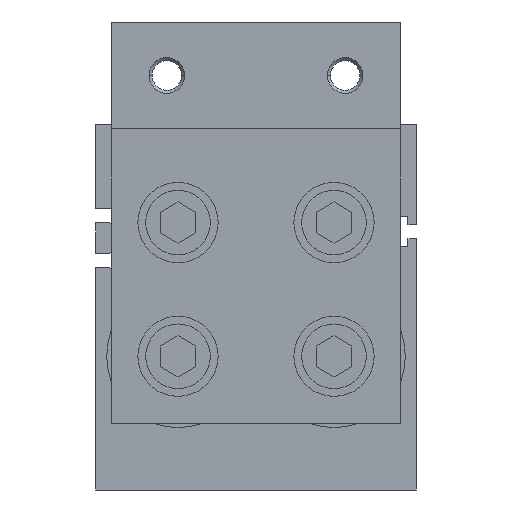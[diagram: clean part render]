
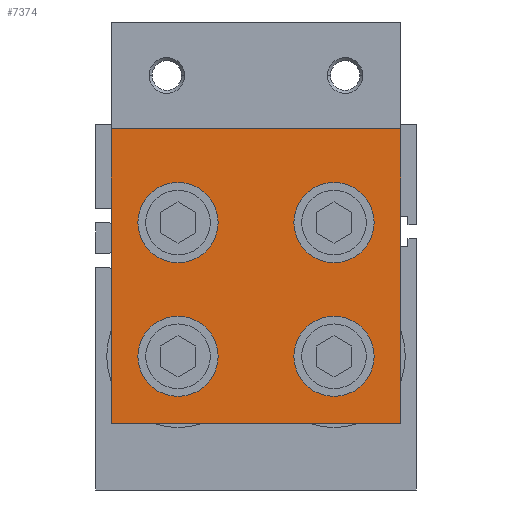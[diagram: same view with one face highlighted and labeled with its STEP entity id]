
A CAD part, front view. The second image highlights one B-rep face of the part: STEP entity #7374.
In plain terms, the highlighted face is planar.
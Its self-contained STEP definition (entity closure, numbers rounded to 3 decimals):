
#6556=CARTESIAN_POINT('',(-25.,-30.,-8.5));
#6557=VERTEX_POINT('',#6556);
#6564=CARTESIAN_POINT('',(-25.,-30.,-26.5));
#6565=VERTEX_POINT('',#6564);
#6566=CARTESIAN_POINT('',(-25.,-30.,-17.5));
#6567=DIRECTION('',(1.,0.,0.));
#6568=DIRECTION('',(0.,0.,-1.));
#6569=AXIS2_PLACEMENT_3D('',#6566,#6567,#6568);
#6570=CIRCLE('',#6569,9.);
#6571=EDGE_CURVE('',#6565,#6557,#6570,.T.);
#6624=CARTESIAN_POINT('',(-25.,-30.,26.5));
#6625=VERTEX_POINT('',#6624);
#6632=CARTESIAN_POINT('',(-25.,-30.,8.5));
#6633=VERTEX_POINT('',#6632);
#6634=CARTESIAN_POINT('',(-25.,-30.,17.5));
#6635=DIRECTION('',(1.,0.,0.));
#6636=DIRECTION('',(0.,0.,-1.));
#6637=AXIS2_PLACEMENT_3D('',#6634,#6635,#6636);
#6638=CIRCLE('',#6637,9.);
#6639=EDGE_CURVE('',#6633,#6625,#6638,.T.);
#6692=CARTESIAN_POINT('',(-25.,-0.,26.5));
#6693=VERTEX_POINT('',#6692);
#6700=CARTESIAN_POINT('',(-25.,-0.,8.5));
#6701=VERTEX_POINT('',#6700);
#6702=CARTESIAN_POINT('',(-25.,0.,17.5));
#6703=DIRECTION('',(1.,0.,0.));
#6704=DIRECTION('',(0.,0.,-1.));
#6705=AXIS2_PLACEMENT_3D('',#6702,#6703,#6704);
#6706=CIRCLE('',#6705,9.);
#6707=EDGE_CURVE('',#6701,#6693,#6706,.T.);
#6760=CARTESIAN_POINT('',(-25.,-0.,-8.5));
#6761=VERTEX_POINT('',#6760);
#6768=CARTESIAN_POINT('',(-25.,-0.,-26.5));
#6769=VERTEX_POINT('',#6768);
#6770=CARTESIAN_POINT('',(-25.,0.,-17.5));
#6771=DIRECTION('',(1.,0.,0.));
#6772=DIRECTION('',(0.,0.,-1.));
#6773=AXIS2_PLACEMENT_3D('',#6770,#6771,#6772);
#6774=CIRCLE('',#6773,9.);
#6775=EDGE_CURVE('',#6769,#6761,#6774,.T.);
#7028=CARTESIAN_POINT('',(-25.,21.,32.5));
#7029=VERTEX_POINT('',#7028);
#7030=CARTESIAN_POINT('',(-25.,-45.,32.5));
#7031=VERTEX_POINT('',#7030);
#7032=CARTESIAN_POINT('',(-25.,21.,32.5));
#7033=DIRECTION('',(0.,-1.,0.));
#7034=VECTOR('',#7033,66.);
#7035=LINE('',#7032,#7034);
#7036=EDGE_CURVE('',#7029,#7031,#7035,.T.);
#7084=CARTESIAN_POINT('',(-25.,21.,-32.5));
#7085=VERTEX_POINT('',#7084);
#7086=CARTESIAN_POINT('',(-25.,-45.,-32.5));
#7087=VERTEX_POINT('',#7086);
#7088=CARTESIAN_POINT('',(-25.,21.,-32.5));
#7089=DIRECTION('',(0.,-1.,0.));
#7090=VECTOR('',#7089,66.);
#7091=LINE('',#7088,#7090);
#7092=EDGE_CURVE('',#7085,#7087,#7091,.T.);
#7141=CARTESIAN_POINT('',(-25.,21.,32.5));
#7142=DIRECTION('',(0.,0.,-1.));
#7143=VECTOR('',#7142,65.);
#7144=LINE('',#7141,#7143);
#7145=EDGE_CURVE('',#7029,#7085,#7144,.T.);
#7314=CARTESIAN_POINT('',(-25.,-45.,32.5));
#7315=DIRECTION('',(0.,0.,-1.));
#7316=VECTOR('',#7315,65.);
#7317=LINE('',#7314,#7316);
#7318=EDGE_CURVE('',#7031,#7087,#7317,.T.);
#7323=CARTESIAN_POINT('',(-25.,21.,32.5));
#7324=DIRECTION('',(1.,0.,0.));
#7325=DIRECTION('',(0.,0.,-1.));
#7326=AXIS2_PLACEMENT_3D('',#7323,#7324,#7325);
#7327=PLANE('',#7326);
#7328=ORIENTED_EDGE('',*,*,#6571,.T.);
#7329=CARTESIAN_POINT('',(-25.,-30.,-17.5));
#7330=DIRECTION('',(1.,0.,0.));
#7331=DIRECTION('',(0.,0.,-1.));
#7332=AXIS2_PLACEMENT_3D('',#7329,#7330,#7331);
#7333=CIRCLE('',#7332,9.);
#7334=EDGE_CURVE('',#6557,#6565,#7333,.T.);
#7335=ORIENTED_EDGE('',*,*,#7334,.T.);
#7336=EDGE_LOOP('',(#7328,#7335));
#7337=FACE_BOUND('',#7336,.T.);
#7338=ORIENTED_EDGE('',*,*,#6639,.T.);
#7339=CARTESIAN_POINT('',(-25.,-30.,17.5));
#7340=DIRECTION('',(1.,0.,0.));
#7341=DIRECTION('',(0.,0.,-1.));
#7342=AXIS2_PLACEMENT_3D('',#7339,#7340,#7341);
#7343=CIRCLE('',#7342,9.);
#7344=EDGE_CURVE('',#6625,#6633,#7343,.T.);
#7345=ORIENTED_EDGE('',*,*,#7344,.T.);
#7346=EDGE_LOOP('',(#7338,#7345));
#7347=FACE_BOUND('',#7346,.T.);
#7348=ORIENTED_EDGE('',*,*,#6707,.T.);
#7349=CARTESIAN_POINT('',(-25.,0.,17.5));
#7350=DIRECTION('',(1.,0.,0.));
#7351=DIRECTION('',(0.,0.,-1.));
#7352=AXIS2_PLACEMENT_3D('',#7349,#7350,#7351);
#7353=CIRCLE('',#7352,9.);
#7354=EDGE_CURVE('',#6693,#6701,#7353,.T.);
#7355=ORIENTED_EDGE('',*,*,#7354,.T.);
#7356=EDGE_LOOP('',(#7348,#7355));
#7357=FACE_BOUND('',#7356,.T.);
#7358=ORIENTED_EDGE('',*,*,#6775,.T.);
#7359=CARTESIAN_POINT('',(-25.,0.,-17.5));
#7360=DIRECTION('',(1.,0.,0.));
#7361=DIRECTION('',(0.,0.,-1.));
#7362=AXIS2_PLACEMENT_3D('',#7359,#7360,#7361);
#7363=CIRCLE('',#7362,9.);
#7364=EDGE_CURVE('',#6761,#6769,#7363,.T.);
#7365=ORIENTED_EDGE('',*,*,#7364,.T.);
#7366=EDGE_LOOP('',(#7358,#7365));
#7367=FACE_BOUND('',#7366,.T.);
#7368=ORIENTED_EDGE('',*,*,#7092,.T.);
#7369=ORIENTED_EDGE('',*,*,#7318,.F.);
#7370=ORIENTED_EDGE('',*,*,#7036,.F.);
#7371=ORIENTED_EDGE('',*,*,#7145,.T.);
#7372=EDGE_LOOP('',(#7368,#7369,#7370,#7371));
#7373=FACE_BOUND('',#7372,.T.);
#7374=ADVANCED_FACE('',(#7337,#7347,#7357,#7367,#7373),#7327,.F.);
